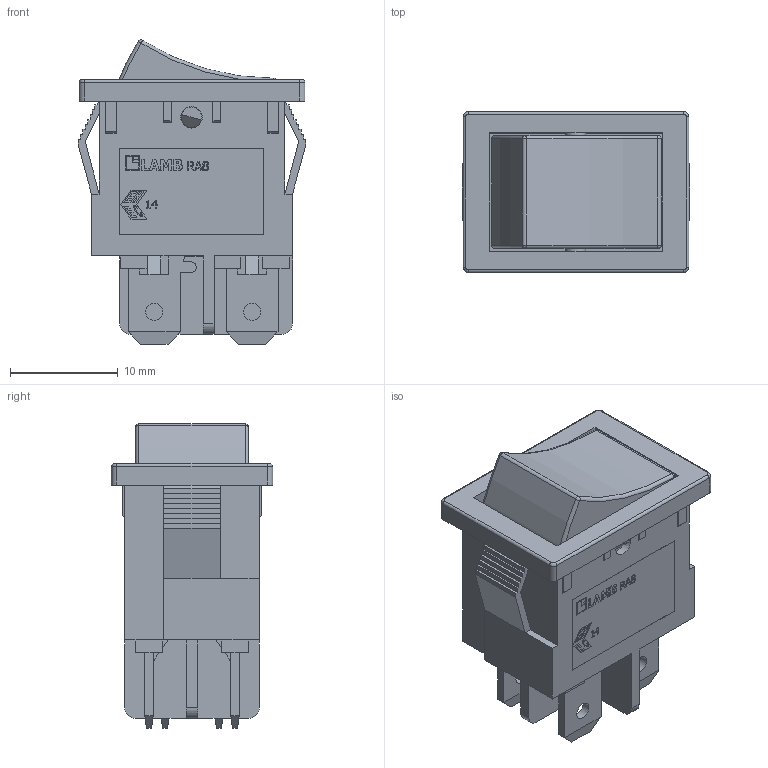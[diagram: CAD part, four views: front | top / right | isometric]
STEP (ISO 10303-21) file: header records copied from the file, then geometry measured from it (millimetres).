
FILE_DESCRIPTION(/* description */ (''),/* implementation_level */ '2;1');
FILE_NAME(/* name */ 'RA812Cxx00.stp',/* time_stamp */ '2022-11-01T13:55:59-05:00',/* author */ ('mroman'),/* organization */ (''),/* preprocessor_version */ 'ST-DEVELOPER v18.1',/* originating_system */ 'Autodesk Inventor 2020',/* authorisation */ '');
FILE_SCHEMA (('AUTOMOTIVE_DESIGN { 1 0 10303 214 3 1 1 }'));
Length unit declared in the file: millimetre
Products named in the file (1): RA812Cxx00
Bounding box: 21.2 x 15 x 28.3 mm (x, y, z)
Volume: 2640.7 mm3; surface area: 4315.9 mm2
Topology: 2 solids, 2 shells, 530 faces, 1460 edges, 948 vertices
Faces by surface type: plane 438, bspline 47, cylinder 33, torus 6, sphere 4, cone 2
Full cylindrical faces by diameter (mm): 1.6 x4, 2 x2
Entity records: 17008 total; most frequent: CARTESIAN_POINT 3674, ORIENTED_EDGE 2920, DIRECTION 2438, EDGE_CURVE 1460, LINE 1278, VECTOR 1278, VERTEX_POINT 948, AXIS2_PLACEMENT_3D 580
